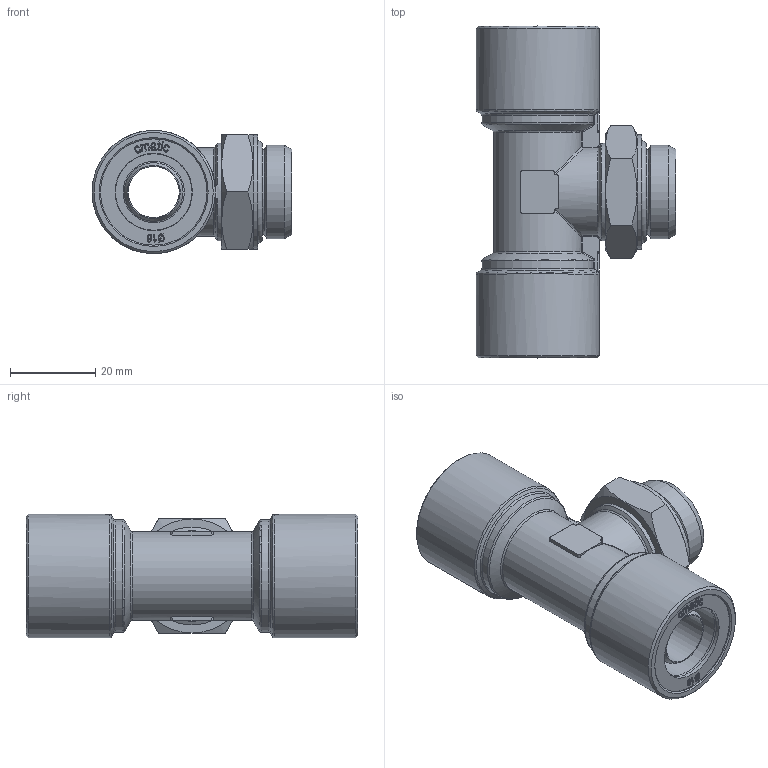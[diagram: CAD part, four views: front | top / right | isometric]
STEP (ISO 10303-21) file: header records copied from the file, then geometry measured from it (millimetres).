
FILE_DESCRIPTION(( 'MAF.21.18.M22X1.5.stp' ), '1');
FILE_NAME( 'MAF.21.18.M22X1.5.stp', '2021-02-19T15:26:33',( 'Sopra'),('sopra-pneumatic.com'), 'SwSTEP 2.0','SolidWorks 2009','' );
FILE_SCHEMA( ( 'CONFIG_CONTROL_DESIGN' ) );
Length unit declared in the file: millimetre
Products named in the file (1): Rivoluzione2
Bounding box: 47 x 78 x 29 mm (x, y, z)
Volume: 31049.7 mm3; surface area: 19128.1 mm2
Topology: 1 solids, 1 shells, 469 faces, 1227 edges, 799 vertices
Faces by surface type: bspline 192, plane 184, cylinder 59, cone 17, torus 15, sphere 2
Full cylindrical faces by diameter (mm): 12 x2, 13.8 x2, 14.5 x1, 15 x1, 18.18 x4, 19.9 x1, 22 x1, 23 x1, 25 x2, 26.8 x1, 29 x2
Entity records: 22912 total; most frequent: CARTESIAN_POINT 12931, ORIENTED_EDGE 2350, DIRECTION 1448, EDGE_CURVE 1175, VERTEX_POINT 784, LINE 578, VECTOR 578, EDGE_LOOP 548
